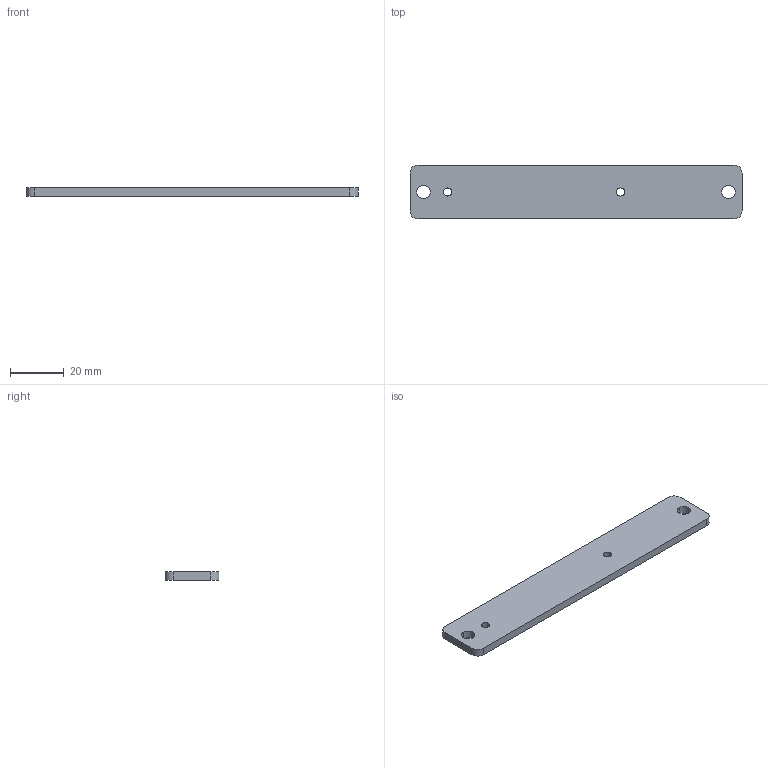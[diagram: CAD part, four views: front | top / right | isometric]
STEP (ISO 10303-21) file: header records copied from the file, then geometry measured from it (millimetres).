
FILE_DESCRIPTION(('CATIA V6 STEP','CAx-IF Rec.Pracs.--- Model Styling and Organization---1.4--- 2014-01-23','CAx-IF Rec.Pracs.---3D Tessellated Data Validation Properties---0.5---2014-09-14'),'2;1');
FILE_NAME('StatusLedPlate.stp','2020-10-26T12:27:19+00:00',('none'),('none'),'3DEXPERIENCE PlatformUnofficial Packaging Version','3DEXPERIENCE Platform STEP AP242 v1','none');
FILE_SCHEMA(('AP242_MANAGED_MODEL_BASED_3D_ENGINEERING_MIM_LF {1 0 10303 442 1 1 4}'));
Length unit declared in the file: millimetre
Bounding box: 123 x 20 x 3 mm (x, y, z)
Volume: 7196.6 mm3; surface area: 5791.1 mm2
Topology: 1 solids, 1 shells, 26 faces, 92 edges, 74 vertices
Faces by surface type: cylinder 20, plane 6
Entity records: 998 total; most frequent: CARTESIAN_POINT 199, ORIENTED_EDGE 144, DIRECTION 128, EDGE_CURVE 72, AXIS2_PLACEMENT_3D 71, CIRCLE 52, VERTEX_POINT 48, VECTOR 40
